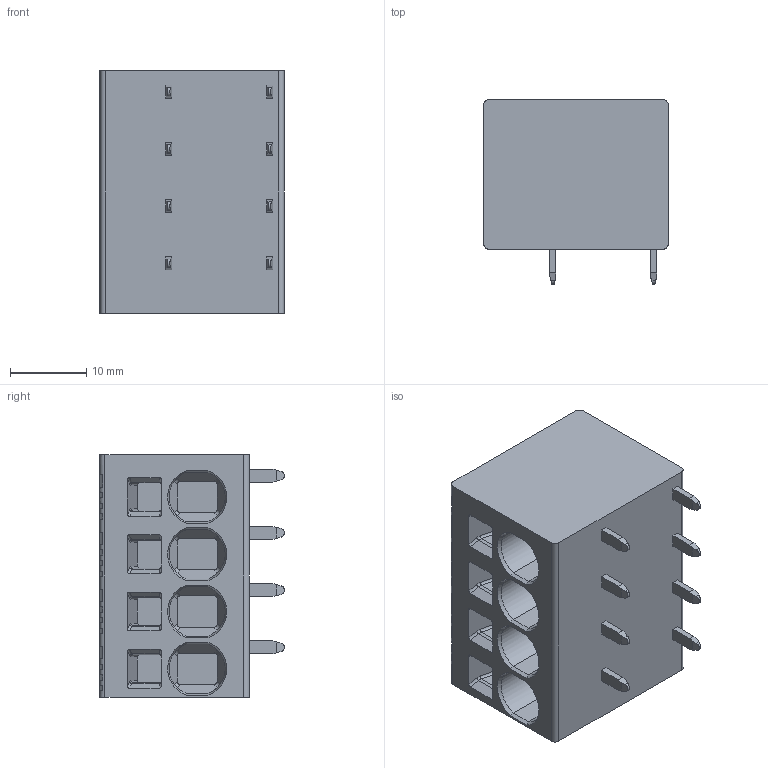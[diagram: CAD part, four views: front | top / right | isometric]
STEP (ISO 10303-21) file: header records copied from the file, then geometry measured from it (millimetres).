
FILE_DESCRIPTION((''),'2;1');
FILE_NAME('PRT0005','2024-09-21T',('sj'),(''),'PRO/ENGINEER BY PARAMETRIC TECHNOLOGY CORPORATION, 2013240','PRO/ENGINEER BY PARAMETRIC TECHNOLOGY CORPORATION, 2013240','');
FILE_SCHEMA(('AUTOMOTIVE_DESIGN_CC2 { 1 2 10303 214 -1 1 5 2 }'));
Length unit declared in the file: millimetre
Products named in the file (1): PRT0005
Bounding box: 24.15 x 24.2 x 31.8 mm (x, y, z)
Volume: 13520.2 mm3; surface area: 4908 mm2
Topology: 1 solids, 1 shells, 297 faces, 790 edges, 511 vertices
Faces by surface type: plane 198, cylinder 75, bspline 8, torus 8, cone 8
Entity records: 9728 total; most frequent: CARTESIAN_POINT 2518, ORIENTED_EDGE 1580, DIRECTION 1349, EDGE_CURVE 790, VECTOR 551, LINE 551, VERTEX_POINT 511, AXIS2_PLACEMENT_3D 399
